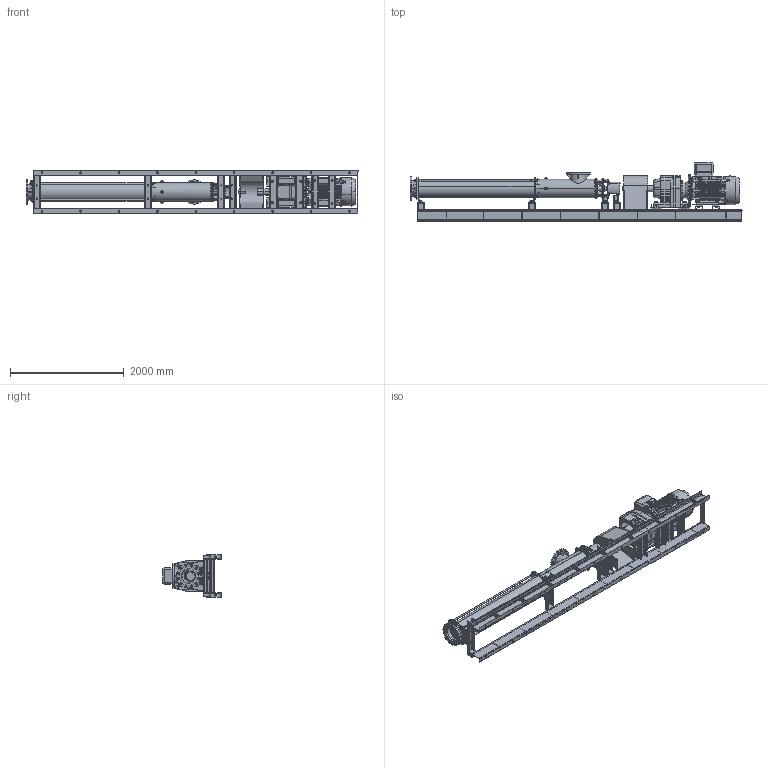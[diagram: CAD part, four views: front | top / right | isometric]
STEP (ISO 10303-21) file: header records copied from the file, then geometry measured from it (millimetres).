
FILE_DESCRIPTION (( 'STEP AP214' ), '1' );
FILE_NAME ('BPASM_RMAB732_06-763-24.STEP', '2024-12-20T13:47:04', ( '' ), ( '' ), 'SwSTEP 2.0', 'SolidWorks 2021', '' );
FILE_SCHEMA (( 'AUTOMOTIVE_DESIGN' ));
Length unit declared in the file: millimetre
Products named in the file (1): BPASM_RMAB732_06-763-24
Bounding box: 5833 x 1024.6 x 742.4 mm (x, y, z)
Surface area: 29835515.9 mm2 (no closed solid volume)
Topology: 0 solids, 346 shells, 2895 faces, 10949 edges, 8116 vertices
Faces by surface type: plane 1347, cylinder 835, cone 456, bspline 142, torus 111, sphere 4
Entity records: 192737 total; most frequent: CARTESIAN_POINT 75671, DIRECTION 16486, ORIENTED_EDGE 15880, EDGE_CURVE 10940, VERTEX_POINT 8113, AXIS2_PLACEMENT_3D 6272, VECTOR 3942, LINE 3942
